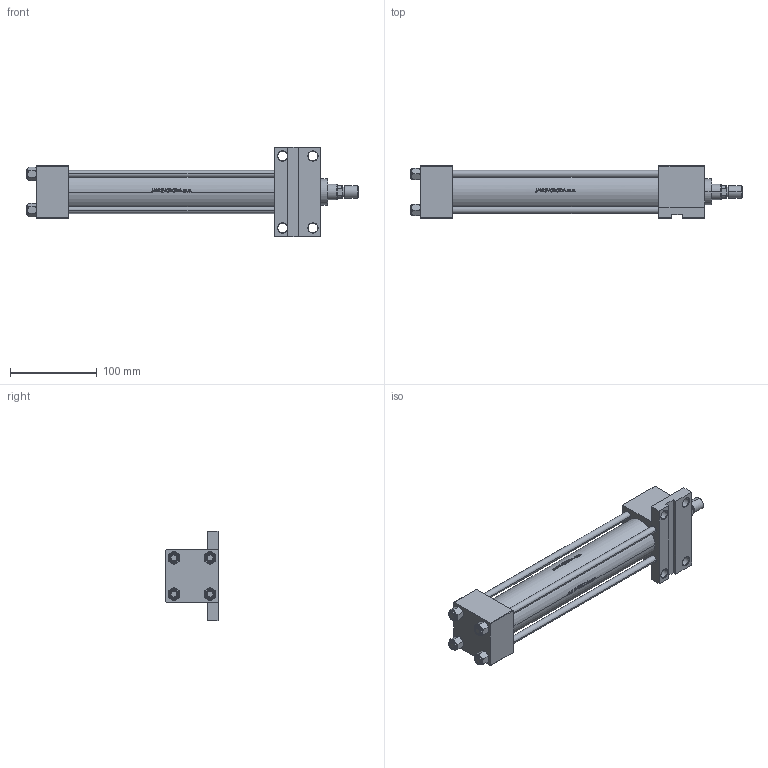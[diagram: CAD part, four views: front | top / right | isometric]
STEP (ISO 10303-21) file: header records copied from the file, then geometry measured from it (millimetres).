
FILE_DESCRIPTION (( 'STEP AP203' ), '1' );
FILE_NAME ('9ffc.STEP', '2022-04-15T10:23:07', ( '' ), ( '' ), 'SwSTEP 2.0', 'SolidWorks 2019', '' );
FILE_SCHEMA (( 'CONFIG_CONTROL_DESIGN' ));
Length unit declared in the file: millimetre
Products named in the file (7): V215CR_VCP_F 2bb6ca5ceebd3d6d40958ce3c8f29646; V215_VC_A 2bb6ca5ceebd3d6d40958ce3c8f29646; 9ffc; V215CR_F_Body 2bb6ca5ceebd3d6d40958ce3c8f29646; V215CR_F_TYCINKA 2bb6ca5ceebd3d6d40958ce3c8f29646; ROD_END_AH 2bb6ca5ceebd3d6d40958ce3c8f29646; NUT_M5_F 2bb6ca5ceebd3d6d40958ce3c8f29646
Assembly tree (12 placements, depth 2):
  9ffc
    V215CR_F_Body 2bb6ca5ceebd3d6d40958ce3c8f29646
    V215CR_VCP_F 2bb6ca5ceebd3d6d40958ce3c8f29646
    V215CR_F_TYCINKA 2bb6ca5ceebd3d6d40958ce3c8f29646  x4
    NUT_M5_F 2bb6ca5ceebd3d6d40958ce3c8f29646  x4
    V215_VC_A 2bb6ca5ceebd3d6d40958ce3c8f29646
    ROD_END_AH 2bb6ca5ceebd3d6d40958ce3c8f29646
Bounding box: 383 x 60 x 103 mm (x, y, z)
Volume: 580561.7 mm3; surface area: 189870.1 mm2
Topology: 12 solids, 12 shells, 1128 faces, 2837 edges, 1819 vertices
Faces by surface type: plane 442, bspline 380, cone 156, cylinder 140, torus 10
Entity records: 48648 total; most frequent: CARTESIAN_POINT 26058, ORIENTED_EDGE 5166, DIRECTION 3253, EDGE_CURVE 2583, VERTEX_POINT 1675, LINE 1329, VECTOR 1329, EDGE_LOOP 1114
